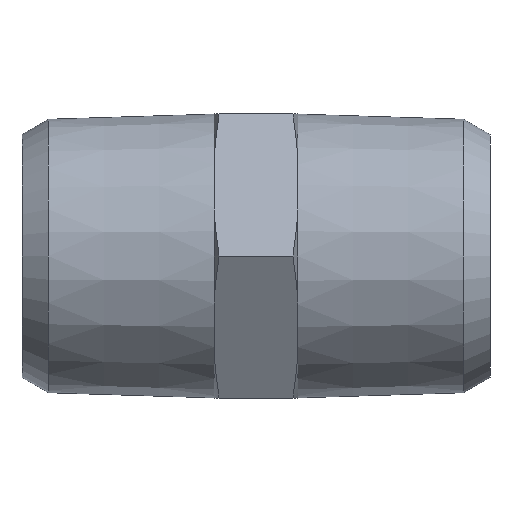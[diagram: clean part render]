
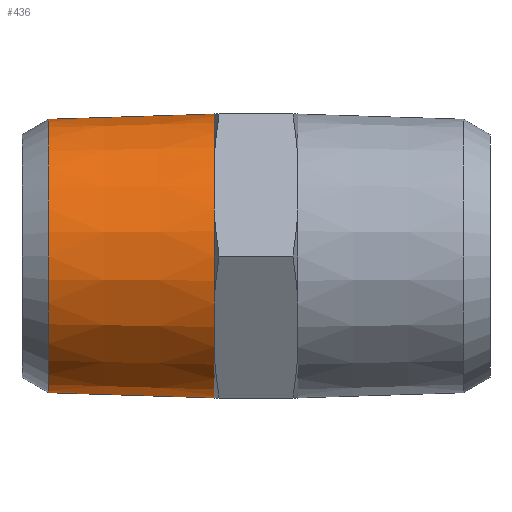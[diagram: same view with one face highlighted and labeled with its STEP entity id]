
A CAD part, left-side view. The second image highlights one B-rep face of the part: STEP entity #436.
In plain terms, the highlighted conical face has half-angle 1.788 degrees and reference radius 8.18 mm.
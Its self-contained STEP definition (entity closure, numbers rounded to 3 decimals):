
#74=CIRCLE('',#483,8.18);
#75=CIRCLE('',#485,8.49);
#106=ORIENTED_EDGE('',*,*,#229,.F.);
#107=ORIENTED_EDGE('',*,*,#228,.T.);
#228=EDGE_CURVE('',#290,#290,#74,.T.);
#229=EDGE_CURVE('',#291,#291,#75,.T.);
#290=VERTEX_POINT('',#703);
#291=VERTEX_POINT('',#706);
#350=EDGE_LOOP('',(#106));
#351=EDGE_LOOP('',(#107));
#386=FACE_BOUND('',#350,.T.);
#387=FACE_BOUND('',#351,.T.);
#419=CONICAL_SURFACE('',#484,8.18,0.031);
#436=ADVANCED_FACE('',(#386,#387),#419,.T.);
#483=AXIS2_PLACEMENT_3D('',#702,#546,#547);
#484=AXIS2_PLACEMENT_3D('',#704,#548,#549);
#485=AXIS2_PLACEMENT_3D('',#705,#550,#551);
#546=DIRECTION('',(0.,-1.,0.));
#547=DIRECTION('',(0.,0.,-1.));
#548=DIRECTION('',(0.,-1.,0.));
#549=DIRECTION('',(0.,0.,-1.));
#550=DIRECTION('',(0.,-1.,0.));
#551=DIRECTION('',(0.,0.,-1.));
#702=CARTESIAN_POINT('',(0.,26.433,0.));
#703=CARTESIAN_POINT('',(0.,26.433,-8.18));
#704=CARTESIAN_POINT('',(0.,26.433,0.));
#705=CARTESIAN_POINT('',(0.,16.5,0.));
#706=CARTESIAN_POINT('',(0.,16.5,-8.49));
